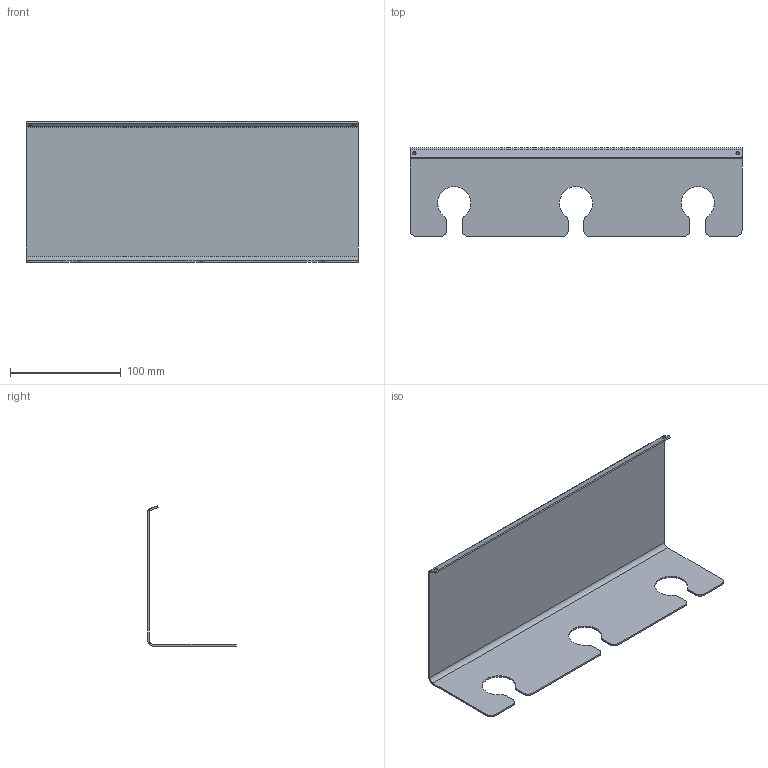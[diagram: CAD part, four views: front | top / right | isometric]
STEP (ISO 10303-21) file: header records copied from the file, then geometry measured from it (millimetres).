
FILE_DESCRIPTION(('STEP AP214'),'1');
FILE_NAME('serhalter.STP','2023-11-23T10:28:27',(' '),(' '),'Spatial InterOp 3D',' ',' ');
FILE_SCHEMA(('AUTOMOTIVE_DESIGN { 1 0 10303 214 1 1 1 1 }'));
Length unit declared in the file: millimetre
Products named in the file (1): Glashalter Transform+
Bounding box: 300 x 80 x 126.73 mm (x, y, z)
Volume: 89351.1 mm3; surface area: 121099.3 mm2
Topology: 1 solids, 1 shells, 52 faces, 152 edges, 102 vertices
Faces by surface type: cylinder 33, plane 19
Entity records: 1794 total; most frequent: DIRECTION 326, CARTESIAN_POINT 307, ORIENTED_EDGE 304, EDGE_CURVE 152, AXIS2_PLACEMENT_3D 121, VERTEX_POINT 102, LINE 84, VECTOR 84
